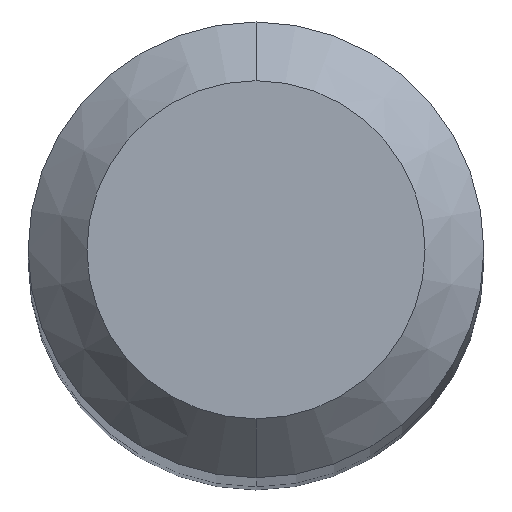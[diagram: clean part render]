
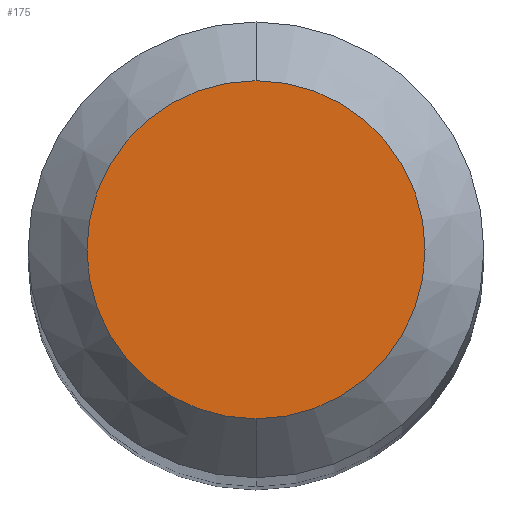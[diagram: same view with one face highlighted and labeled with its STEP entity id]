
A CAD part, top view. The second image highlights one B-rep face of the part: STEP entity #175.
In plain terms, the highlighted planar face has unit normal (0, 0, 1).
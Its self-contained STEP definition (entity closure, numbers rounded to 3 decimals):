
#28 = DIRECTION ( 'NONE',  ( 0., 1., 0. ) ) ;
#30 = CARTESIAN_POINT ( 'NONE',  ( 0., -1.15, 49. ) ) ;
#41 = EDGE_CURVE ( 'NONE', #94, #189, #92, .T. ) ;
#54 = EDGE_LOOP ( 'NONE', ( #65, #56 ) ) ;
#56 = ORIENTED_EDGE ( 'NONE', *, *, #41, .F. ) ;
#65 = ORIENTED_EDGE ( 'NONE', *, *, #151, .F. ) ;
#66 = CARTESIAN_POINT ( 'NONE',  ( 0., 0., 49. ) ) ;
#75 = CARTESIAN_POINT ( 'NONE',  ( 0., 0., 49. ) ) ;
#92 = CIRCLE ( 'NONE', #289, 1.15 ) ;
#93 = AXIS2_PLACEMENT_3D ( 'NONE', #148, #115, #28 ) ;
#94 = VERTEX_POINT ( 'NONE', #30 ) ;
#98 = FACE_OUTER_BOUND ( 'NONE', #54, .T. ) ;
#115 = DIRECTION ( 'NONE',  ( 0., 0., -1. ) ) ;
#118 = AXIS2_PLACEMENT_3D ( 'NONE', #66, #219, #185 ) ;
#122 = DIRECTION ( 'NONE',  ( 0., 0., -1. ) ) ;
#125 = DIRECTION ( 'NONE',  ( 0., 1., 0. ) ) ;
#148 = CARTESIAN_POINT ( 'NONE',  ( 0., 0., 49. ) ) ;
#151 = EDGE_CURVE ( 'NONE', #189, #94, #172, .T. ) ;
#172 = CIRCLE ( 'NONE', #118, 1.15 ) ;
#175 = ADVANCED_FACE ( 'NONE', ( #98 ), #199, .F. ) ;
#185 = DIRECTION ( 'NONE',  ( 0., 1., 0. ) ) ;
#189 = VERTEX_POINT ( 'NONE', #311 ) ;
#199 = PLANE ( 'NONE',  #93 ) ;
#219 = DIRECTION ( 'NONE',  ( 0., 0., -1. ) ) ;
#289 = AXIS2_PLACEMENT_3D ( 'NONE', #75, #122, #125 ) ;
#311 = CARTESIAN_POINT ( 'NONE',  ( 0., 1.15, 49. ) ) ;
